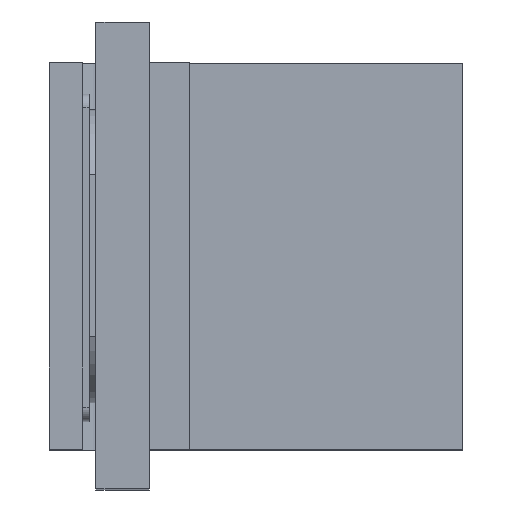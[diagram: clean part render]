
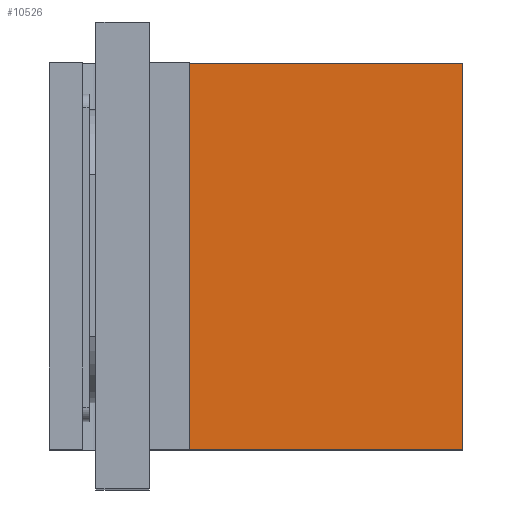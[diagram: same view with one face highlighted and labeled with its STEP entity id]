
A CAD part, top view. The second image highlights one B-rep face of the part: STEP entity #10526.
In plain terms, the highlighted face is planar.
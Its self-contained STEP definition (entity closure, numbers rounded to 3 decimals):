
#404 = CARTESIAN_POINT ( 'NONE',  ( -21., -29., 0. ) ) ;
#556 = VERTEX_POINT ( 'NONE', #9158 ) ;
#656 = VECTOR ( 'NONE', #9343, 1000. ) ;
#871 = LINE ( 'NONE', #7689, #8069 ) ;
#909 = LINE ( 'NONE', #6778, #7001 ) ;
#1355 = CARTESIAN_POINT ( 'NONE',  ( 0., 0., 0. ) ) ;
#1422 = CARTESIAN_POINT ( 'NONE',  ( -21., 29., 0. ) ) ;
#1798 = DIRECTION ( 'NONE',  ( 0., -1., 0. ) ) ;
#2567 = CARTESIAN_POINT ( 'NONE',  ( 21., 29., 0. ) ) ;
#2597 = ORIENTED_EDGE ( 'NONE', *, *, #4858, .F. ) ;
#2688 = CARTESIAN_POINT ( 'NONE',  ( -21., -29., 0. ) ) ;
#2850 = VERTEX_POINT ( 'NONE', #1422 ) ;
#3422 = DIRECTION ( 'NONE',  ( -1., 0., 0. ) ) ;
#3816 = CARTESIAN_POINT ( 'NONE',  ( 21., 29., 0. ) ) ;
#3920 = EDGE_CURVE ( 'NONE', #5101, #556, #8516, .T. ) ;
#4820 = LINE ( 'NONE', #3816, #8585 ) ;
#4858 = EDGE_CURVE ( 'NONE', #6082, #2850, #871, .T. ) ;
#5101 = VERTEX_POINT ( 'NONE', #404 ) ;
#5348 = EDGE_CURVE ( 'NONE', #2850, #5101, #909, .T. ) ;
#5500 = ORIENTED_EDGE ( 'NONE', *, *, #10084, .F. ) ;
#6082 = VERTEX_POINT ( 'NONE', #2567 ) ;
#6778 = CARTESIAN_POINT ( 'NONE',  ( -21., 29., 0. ) ) ;
#7001 = VECTOR ( 'NONE', #1798, 1000. ) ;
#7340 = DIRECTION ( 'NONE',  ( 0., 0., 1. ) ) ;
#7689 = CARTESIAN_POINT ( 'NONE',  ( -21., 29., 0. ) ) ;
#8026 = EDGE_LOOP ( 'NONE', ( #5500, #10092, #9568, #2597 ) ) ;
#8069 = VECTOR ( 'NONE', #3422, 1000. ) ;
#8133 = FACE_OUTER_BOUND ( 'NONE', #8026, .T. ) ;
#8235 = DIRECTION ( 'NONE',  ( 1., 0., 0. ) ) ;
#8253 = DIRECTION ( 'NONE',  ( 0., 1., 0. ) ) ;
#8516 = LINE ( 'NONE', #2688, #656 ) ;
#8585 = VECTOR ( 'NONE', #8253, 1000. ) ;
#8946 = PLANE ( 'NONE',  #9297 ) ;
#9158 = CARTESIAN_POINT ( 'NONE',  ( 21., -29., 0. ) ) ;
#9297 = AXIS2_PLACEMENT_3D ( 'NONE', #1355, #7340, #8235 ) ;
#9343 = DIRECTION ( 'NONE',  ( 1., 0., 0. ) ) ;
#9568 = ORIENTED_EDGE ( 'NONE', *, *, #5348, .F. ) ;
#10084 = EDGE_CURVE ( 'NONE', #556, #6082, #4820, .T. ) ;
#10092 = ORIENTED_EDGE ( 'NONE', *, *, #3920, .F. ) ;
#10526 = ADVANCED_FACE ( 'NONE', ( #8133 ), #8946, .F. ) ;
